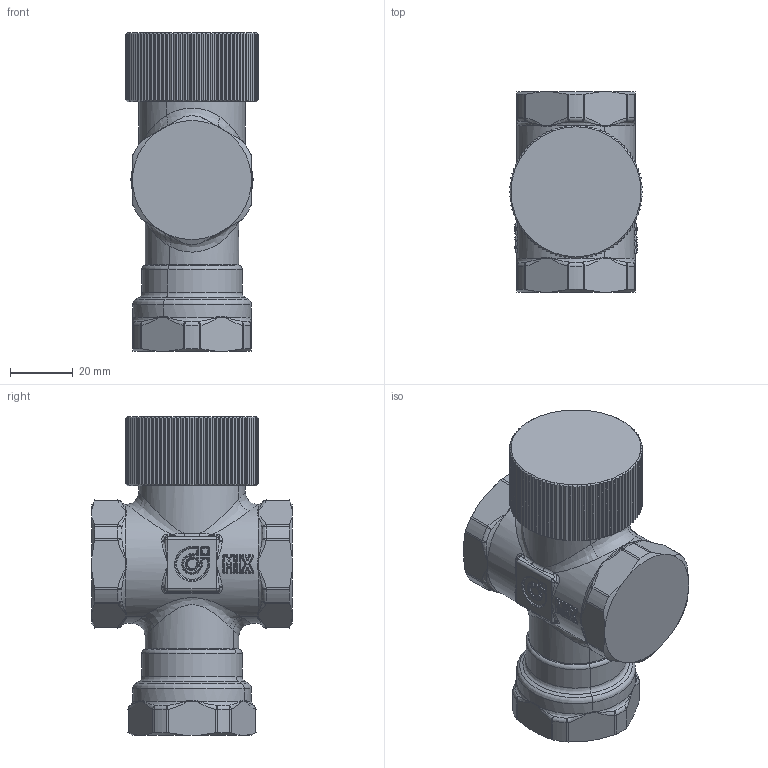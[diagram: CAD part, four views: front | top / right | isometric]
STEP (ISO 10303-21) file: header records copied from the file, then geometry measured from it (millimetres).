
FILE_DESCRIPTION(('CATIA V5 STEP Exchange','CAx-IF Rec.Pracs.--- Model Styling and Organization---1.5--- 2016-08-15','CAx-IF Rec.Pracs.---Supplemental Geometry---1.0---2011-11-01','CAx-IF Rec.Pracs.--- Composite Materials ---3.4---2017-06-13','CAx-IF Rec.Pracs.---Tessellated 3D Geometry---1.0---2015-12-17'),'2;1');
FILE_NAME('STEP_520630_-_TST.stp','2025-05-15T08:57:25+00:00',('none'),('none'),'CATIA Version 5-6 Release 2020 SP5','CATIA V5 STEP AP242 v2','none');
FILE_SCHEMA(('AP242_MANAGED_MODEL_BASED_3D_ENGINEERING_MIM_LF {1 0 10303 442 1 1 4}'));
Products named in the file (1): 520630 - TST
Bounding box: 42.5 x 64 x 101.8 mm (x, y, z)
Volume: 148494.9 mm3; surface area: 20189.6 mm2
Topology: 1 solids, 1 shells, 1361 faces, 3405 edges, 1924 vertices
Faces by surface type: bspline 516, cylinder 335, plane 295, sphere 78, cone 69, torus 68
Entity records: 74236 total; most frequent: CARTESIAN_POINT 49107, ORIENTED_EDGE 6546, EDGE_CURVE 3273, DIRECTION 2733, VERTEX_POINT 1924, B_SPLINE_CURVE_WITH_KNOTS 1882, EDGE_LOOP 1371, ADVANCED_FACE 1361
